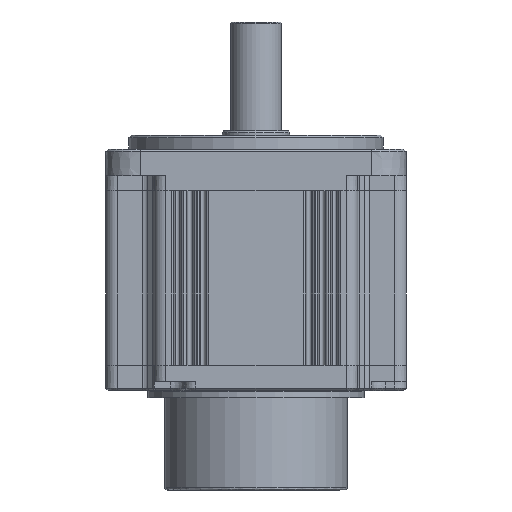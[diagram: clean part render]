
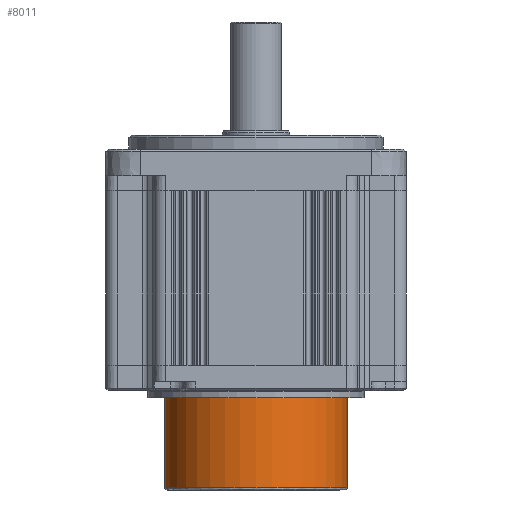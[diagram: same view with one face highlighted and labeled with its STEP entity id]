
A CAD part, front view. The second image highlights one B-rep face of the part: STEP entity #8011.
In plain terms, the highlighted cylindrical face has radius 39.5 mm (diameter 79 mm), a partial arc.
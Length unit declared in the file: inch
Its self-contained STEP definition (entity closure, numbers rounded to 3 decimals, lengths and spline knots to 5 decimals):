
#265 = CARTESIAN_POINT ( 'NONE',  ( 1.55512, 0., -3.24803 ) ) ;
#603 = CARTESIAN_POINT ( 'NONE',  ( 1.55512, 0., -4.81417 ) ) ;
#957 = DIRECTION ( 'NONE',  ( 1., 0., 0. ) ) ;
#1129 = VERTEX_POINT ( 'NONE', #12772 ) ;
#1303 = ORIENTED_EDGE ( 'NONE', *, *, #14512, .T. ) ;
#1482 = DIRECTION ( 'NONE',  ( 0., 0., -1. ) ) ;
#1933 = VERTEX_POINT ( 'NONE', #5620 ) ;
#3699 = CARTESIAN_POINT ( 'NONE',  ( 0., 0., -3.24803 ) ) ;
#5008 = VERTEX_POINT ( 'NONE', #7467 ) ;
#5131 = CYLINDRICAL_SURFACE ( 'NONE', #11120, 1.55512 ) ;
#5392 = EDGE_CURVE ( 'NONE', #1933, #1129, #9441, .T. ) ;
#5620 = CARTESIAN_POINT ( 'NONE',  ( -1.55512, 0., -4.78346 ) ) ;
#5799 = CIRCLE ( 'NONE', #13029, 1.55512 ) ;
#5853 = AXIS2_PLACEMENT_3D ( 'NONE', #11570, #12743, #12916 ) ;
#7467 = CARTESIAN_POINT ( 'NONE',  ( 1.55512, 0., -4.78346 ) ) ;
#7562 = VECTOR ( 'NONE', #11085, 39.37008 ) ;
#7800 = ORIENTED_EDGE ( 'NONE', *, *, #8624, .T. ) ;
#8011 = ADVANCED_FACE ( 'NONE', ( #9093 ), #5131, .T. ) ;
#8063 = EDGE_LOOP ( 'NONE', ( #8817, #7800, #1303, #11060 ) ) ;
#8417 = VERTEX_POINT ( 'NONE', #265 ) ;
#8624 = EDGE_CURVE ( 'NONE', #1933, #5008, #10966, .T. ) ;
#8817 = ORIENTED_EDGE ( 'NONE', *, *, #5392, .F. ) ;
#9093 = FACE_OUTER_BOUND ( 'NONE', #8063, .T. ) ;
#9441 = LINE ( 'NONE', #16513, #7562 ) ;
#10966 = CIRCLE ( 'NONE', #5853, 1.55512 ) ;
#11060 = ORIENTED_EDGE ( 'NONE', *, *, #14161, .T. ) ;
#11085 = DIRECTION ( 'NONE',  ( 0., 0., 1. ) ) ;
#11120 = AXIS2_PLACEMENT_3D ( 'NONE', #11576, #14425, #957 ) ;
#11570 = CARTESIAN_POINT ( 'NONE',  ( 0., 0., -4.78346 ) ) ;
#11576 = CARTESIAN_POINT ( 'NONE',  ( 0., 0., -4.81417 ) ) ;
#12743 = DIRECTION ( 'NONE',  ( 0., 0., 1. ) ) ;
#12772 = CARTESIAN_POINT ( 'NONE',  ( -1.55512, 0., -3.24803 ) ) ;
#12916 = DIRECTION ( 'NONE',  ( 1., 0., 0. ) ) ;
#13029 = AXIS2_PLACEMENT_3D ( 'NONE', #3699, #1482, #14668 ) ;
#13533 = LINE ( 'NONE', #603, #14171 ) ;
#14036 = DIRECTION ( 'NONE',  ( 0., 0., 1. ) ) ;
#14161 = EDGE_CURVE ( 'NONE', #8417, #1129, #5799, .T. ) ;
#14171 = VECTOR ( 'NONE', #14036, 39.37008 ) ;
#14425 = DIRECTION ( 'NONE',  ( 0., 0., 1. ) ) ;
#14512 = EDGE_CURVE ( 'NONE', #5008, #8417, #13533, .T. ) ;
#14668 = DIRECTION ( 'NONE',  ( 1., 0., 0. ) ) ;
#16513 = CARTESIAN_POINT ( 'NONE',  ( -1.55512, 0., -4.81417 ) ) ;
